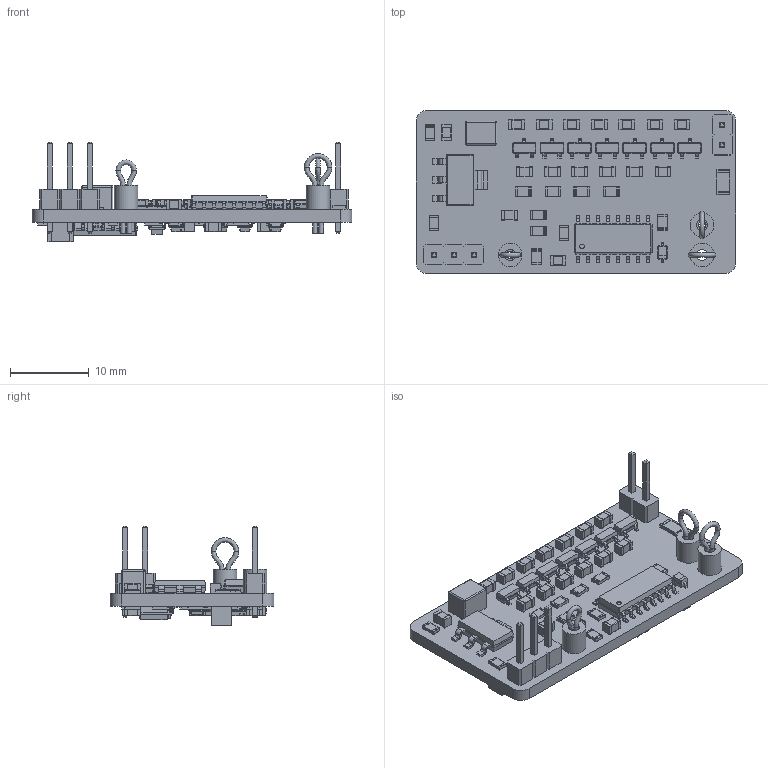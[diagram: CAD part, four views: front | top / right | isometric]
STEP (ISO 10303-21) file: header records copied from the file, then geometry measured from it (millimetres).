
FILE_DESCRIPTION(('FreeCAD Model'),'2;1');
FILE_NAME('Open CASCADE Shape Model','2021-04-06T19:52:29',( 'kicad StepUp'),('ksu MCAD'),'Open CASCADE STEP processor 7.4', 'FreeCAD','Unknown');
FILE_SCHEMA(('AUTOMOTIVE_DESIGN { 1 0 10303 214 1 1 1 1 }'));
Length unit declared in the file: millimetre
Products named in the file (23): Unnamed; Local_CS_10e8; Pcb_10e8; OpenHVPS-5; Board_Geoms_10e8; Step_Models_10e8; Top_10e8; F1_R_0805_2012Metric_b9191f89bbf2; two_pinheader1_PinHeader_1x02_P254mm_Vertical_006439a5dde2; C10_C_0805_2012Metric_abc3e55363c0; H2_TestPoint_Loop_D3_50mm_Drill1_4mm_Beaded_cp_0cf91cf9e4f5; D8_SOT_23_f2ee5bb1c449; H1_TestPoint_Loop_D2_60mm_Drill1_4mm_Beaded_cp_43681d584878; J1_PinHeader_1x03_P254mm_Vertical_f24be82ae70c; R1_R_1206_3216Metric_e07993cc5b64; L1_L_Wuerth_MAPI_4030_4423f34b4e95[2]; U4_SOIC_16_39x99mm_P127mm_49f5d52d5fa9; Q1_SOT_223_215e7cb4282f; D2_D_SOD_323_1f0c94ab2243; Bot_10e8; U3_SOT_23_5_ece142794780; U2_SOIC_14_39x87mm_P127mm_6cbfd59bc71c; C4_C_1210_3225Metric_5abf8272b843
Assembly tree (164 placements, depth 5):
  Unnamed
    Local_CS_10e8
    Pcb_10e8
    OpenHVPS-5
      Board_Geoms_10e8
        Pcb_10e8
      Step_Models_10e8
        Top_10e8
          F1_R_0805_2012Metric_b9191f89bbf2  x11
          two_pinheader1_PinHeader_1x02_P254mm_Vertical_006439a5dde2
          C10_C_0805_2012Metric_abc3e55363c0  x16
          H2_TestPoint_Loop_D3_50mm_Drill1_4mm_Beaded_cp_0cf91cf9e4f5  x2
          D8_SOT_23_f2ee5bb1c449  x7
          H1_TestPoint_Loop_D2_60mm_Drill1_4mm_Beaded_cp_43681d584878
          J1_PinHeader_1x03_P254mm_Vertical_f24be82ae70c
          R1_R_1206_3216Metric_e07993cc5b64
          L1_L_Wuerth_MAPI_4030_4423f34b4e95[2]
          U4_SOIC_16_39x99mm_P127mm_49f5d52d5fa9
          Q1_SOT_223_215e7cb4282f
          D2_D_SOD_323_1f0c94ab2243
        Bot_10e8
          F1_R_0805_2012Metric_b9191f89bbf2  x17
          D8_SOT_23_f2ee5bb1c449  x4
          C10_C_0805_2012Metric_abc3e55363c0  x8
          D2_D_SOD_323_1f0c94ab2243
          U3_SOT_23_5_ece142794780
          U2_SOIC_14_39x87mm_P127mm_6cbfd59bc71c
          C4_C_1210_3225Metric_5abf8272b843
    Top_10e8
      F1_R_0805_2012Metric_b9191f89bbf2  x11
      two_pinheader1_PinHeader_1x02_P254mm_Vertical_006439a5dde2
      C10_C_0805_2012Metric_abc3e55363c0  x16
      H2_TestPoint_Loop_D3_50mm_Drill1_4mm_Beaded_cp_0cf91cf9e4f5  x2
      D8_SOT_23_f2ee5bb1c449  x7
      H1_TestPoint_Loop_D2_60mm_Drill1_4mm_Beaded_cp_43681d584878
      J1_PinHeader_1x03_P254mm_Vertical_f24be82ae70c
      R1_R_1206_3216Metric_e07993cc5b64
      L1_L_Wuerth_MAPI_4030_4423f34b4e95[2]
      U4_SOIC_16_39x99mm_P127mm_49f5d52d5fa9
      Q1_SOT_223_215e7cb4282f
      D2_D_SOD_323_1f0c94ab2243
    Bot_10e8
      F1_R_0805_2012Metric_b9191f89bbf2  x17
      D8_SOT_23_f2ee5bb1c449  x4
      C10_C_0805_2012Metric_abc3e55363c0  x8
      D2_D_SOD_323_1f0c94ab2243
      U3_SOT_23_5_ece142794780
      U2_SOIC_14_39x87mm_P127mm_6cbfd59bc71c
      C4_C_1210_3225Metric_5abf8272b843
    F1_R_0805_2012Metric_b9191f89bbf2  x28
    two_pinheader1_PinHeader_1x02_P254mm_Vertical_006439a5dde2
    C10_C_0805_2012Metric_abc3e55363c0  x24
    H2_TestPoint_Loop_D3_50mm_Drill1_4mm_Beaded_cp_0cf91cf9e4f5  x2
    D8_SOT_23_f2ee5bb1c449  x11
    H1_TestPoint_Loop_D2_60mm_Drill1_4mm_Beaded_cp_43681d584878
    J1_PinHeader_1x03_P254mm_Vertical_f24be82ae70c
    R1_R_1206_3216Metric_e07993cc5b64
    L1_L_Wuerth_MAPI_4030_4423f34b4e95[2]
    U4_SOIC_16_39x99mm_P127mm_49f5d52d5fa9
    Q1_SOT_223_215e7cb4282f
Bounding box: 40.61 x 20.83 x 12.64 mm (x, y, z)
Volume: 4282.1 mm3; surface area: 9343.2 mm2
Topology: 242 solids, 242 shells, 10008 faces, 25428 edges, 16822 vertices
Faces by surface type: plane 5943, cylinder 2604, bspline 1434, sphere 12, revolution 6, extrusion 6, torus 3
Full cylindrical faces by diameter (mm): 0.6 x18, 1 x14, 1.4 x11, 3 x9
Entity records: 45667 total; most frequent: CARTESIAN_POINT 8321, ORIENTED_EDGE 5842, DIRECTION 5611, EDGE_CURVE 2921, VECTOR 2256, LINE 2255, VERTEX_POINT 1816, AXIS2_PLACEMENT_3D 1677
